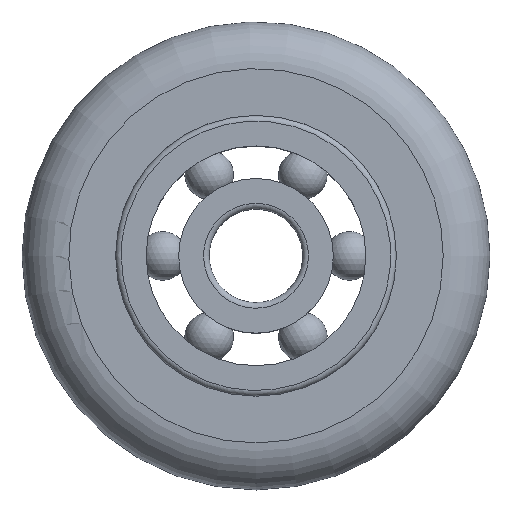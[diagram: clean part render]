
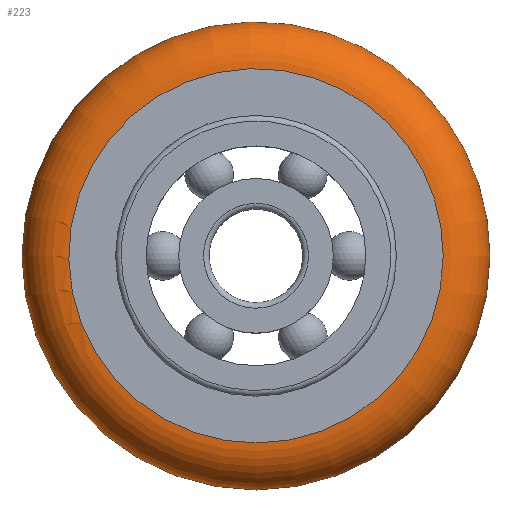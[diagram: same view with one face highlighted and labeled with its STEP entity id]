
A CAD part, top view. The second image highlights one B-rep face of the part: STEP entity #223.
In plain terms, the highlighted toroidal (fillet/blend) face has major radius 20 mm and minor radius 5 mm.
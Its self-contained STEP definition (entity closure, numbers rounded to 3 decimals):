
#117=CARTESIAN_POINT('',(25.,0.,-5.));
#118=VERTEX_POINT('',#117);
#119=CARTESIAN_POINT('',(-25.,0.,-5.));
#120=VERTEX_POINT('',#119);
#121=CARTESIAN_POINT('',(0.,0.,-5.));
#122=DIRECTION('',(1.,0.,0.));
#123=DIRECTION('',(-0.,0.,-1.));
#124=AXIS2_PLACEMENT_3D('',#121,#123,#122);
#125=CIRCLE('',#124,25.);
#126=EDGE_CURVE('',#118,#120,#125,.T.);
#138=CARTESIAN_POINT('',(7.725,23.776,-5.));
#139=VERTEX_POINT('',#138);
#140=CARTESIAN_POINT('',(0.,0.,-5.));
#141=DIRECTION('',(-1.,0.,0.));
#142=DIRECTION('',(0.,0.,-1.));
#143=AXIS2_PLACEMENT_3D('',#140,#142,#141);
#144=CIRCLE('',#143,25.);
#145=EDGE_CURVE('',#120,#139,#144,.T.);
#147=CARTESIAN_POINT('',(0.,0.,-5.));
#148=DIRECTION('',(0.309,0.951,0.));
#149=DIRECTION('',(0.,0.,-1.));
#150=AXIS2_PLACEMENT_3D('',#147,#149,#148);
#151=CIRCLE('',#150,25.);
#152=EDGE_CURVE('',#139,#118,#151,.T.);
#187=CARTESIAN_POINT('',(0.,0.,-5.));
#188=DIRECTION('',(0.309,0.951,0.));
#189=DIRECTION('',(0.,-0.,1.));
#190=AXIS2_PLACEMENT_3D('',#187,#189,#188);
#191=TOROIDAL_SURFACE('',#190,20.,5.);
#192=CARTESIAN_POINT('',(20.,0.,0.));
#193=VERTEX_POINT('',#192);
#194=CARTESIAN_POINT('',(6.18,19.021,0.));
#195=VERTEX_POINT('',#194);
#196=CARTESIAN_POINT('',(0.,0.,0.));
#197=DIRECTION('',(1.,0.,0.));
#198=DIRECTION('',(0.,0.,-1.));
#199=AXIS2_PLACEMENT_3D('',#196,#198,#197);
#200=CIRCLE('',#199,20.);
#201=EDGE_CURVE('',#193,#195,#200,.T.);
#202=ORIENTED_EDGE('E13',*,*,#201,.T.);
#203=CARTESIAN_POINT('',(6.18,19.021,-5.));
#204=DIRECTION('',(0.,0.,1.));
#205=DIRECTION('',(-0.951,0.309,0.));
#206=AXIS2_PLACEMENT_3D('',#203,#205,#204);
#207=CIRCLE('',#206,5.);
#208=EDGE_CURVE('',#195,#139,#207,.T.);
#209=ORIENTED_EDGE('E14',*,*,#208,.T.);
#210=ORIENTED_EDGE('E14',*,*,#145,.F.);
#211=ORIENTED_EDGE('E14',*,*,#126,.F.);
#212=ORIENTED_EDGE('E14',*,*,#152,.F.);
#213=ORIENTED_EDGE('E14',*,*,#208,.F.);
#214=CARTESIAN_POINT('',(0.,0.,0.));
#215=DIRECTION('',(0.309,0.951,0.));
#216=DIRECTION('',(0.,-0.,-1.));
#217=AXIS2_PLACEMENT_3D('',#214,#216,#215);
#218=CIRCLE('',#217,20.);
#219=EDGE_CURVE('',#195,#193,#218,.T.);
#220=ORIENTED_EDGE('E15',*,*,#219,.T.);
#221=EDGE_LOOP('',(#202,#209,#210,#211,#212,#213,#220));
#222=FACE_OUTER_BOUND('',#221,.T.);
#223=ADVANCED_FACE('F4',(#222),#191,.T.);
